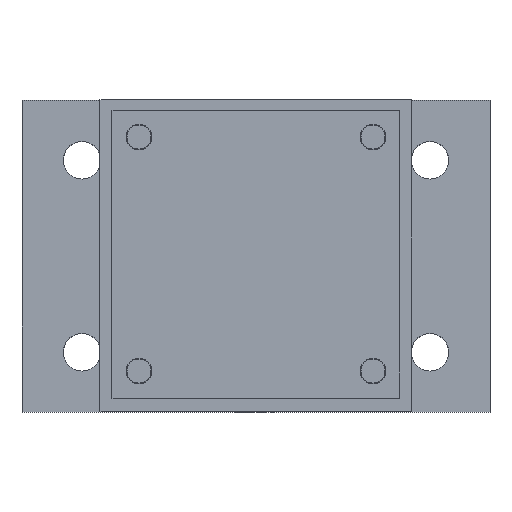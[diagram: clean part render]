
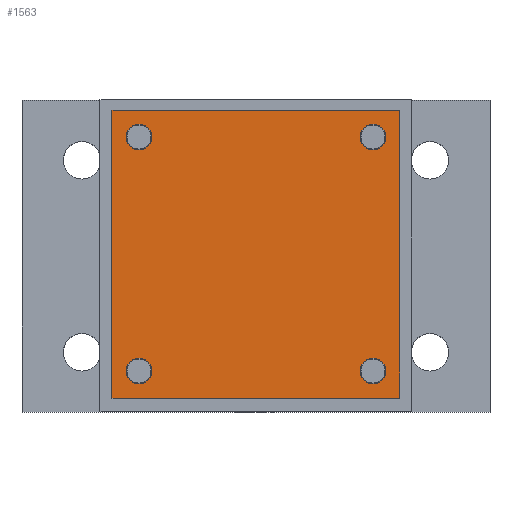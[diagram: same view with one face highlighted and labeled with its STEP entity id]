
A CAD part, top view. The second image highlights one B-rep face of the part: STEP entity #1563.
In plain terms, the highlighted planar face has unit normal (0, 0, 1).
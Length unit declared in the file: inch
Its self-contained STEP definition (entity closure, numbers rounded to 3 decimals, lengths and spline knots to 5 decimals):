
#25 = CARTESIAN_POINT ( 'NONE',  ( 14.14536, 11.81945, 30.081 ) ) ;
#53 = DIRECTION ( 'NONE',  ( 0., 1., 0. ) ) ;
#103 = FACE_BOUND ( 'NONE', #2646, .T. ) ;
#255 = EDGE_CURVE ( 'NONE', #2349, #5378, #8101, .T. ) ;
#356 = EDGE_LOOP ( 'NONE', ( #961, #1114 ) ) ;
#361 = ORIENTED_EDGE ( 'NONE', *, *, #5260, .T. ) ;
#581 = CARTESIAN_POINT ( 'NONE',  ( 14.70786, 6.38195, 30.081 ) ) ;
#615 = AXIS2_PLACEMENT_3D ( 'NONE', #2479, #5359, #8227 ) ;
#625 = CARTESIAN_POINT ( 'NONE',  ( 14.70786, 11.25695, 30.081 ) ) ;
#651 = CIRCLE ( 'NONE', #9071, 0.26775 ) ;
#668 = DIRECTION ( 'NONE',  ( -1., 0., 0. ) ) ;
#669 = EDGE_CURVE ( 'NONE', #2934, #1629, #2531, .T. ) ;
#778 = EDGE_CURVE ( 'NONE', #7166, #1345, #8742, .T. ) ;
#961 = ORIENTED_EDGE ( 'NONE', *, *, #6713, .T. ) ;
#1009 = DIRECTION ( 'NONE',  ( -1., 0., 0. ) ) ;
#1114 = ORIENTED_EDGE ( 'NONE', *, *, #4112, .T. ) ;
#1283 = DIRECTION ( 'NONE',  ( 0., 0., -1. ) ) ;
#1345 = VERTEX_POINT ( 'NONE', #7722 ) ;
#1406 = VERTEX_POINT ( 'NONE', #7867 ) ;
#1487 = CARTESIAN_POINT ( 'NONE',  ( 14.97561, 6.38195, 30.081 ) ) ;
#1524 = CARTESIAN_POINT ( 'NONE',  ( 19.58286, 11.25695, 30.081 ) ) ;
#1563 = ADVANCED_FACE ( 'NONE', ( #6438, #7147, #103, #2806, #5785 ), #8655, .F. ) ;
#1570 = DIRECTION ( 'NONE',  ( 0., 0., -1. ) ) ;
#1629 = VERTEX_POINT ( 'NONE', #1487 ) ;
#1637 = VERTEX_POINT ( 'NONE', #2048 ) ;
#1687 = ORIENTED_EDGE ( 'NONE', *, *, #3150, .T. ) ;
#1810 = CIRCLE ( 'NONE', #615, 0.26775 ) ;
#2048 = CARTESIAN_POINT ( 'NONE',  ( 14.97561, 11.25695, 30.081 ) ) ;
#2069 = VERTEX_POINT ( 'NONE', #6530 ) ;
#2140 = DIRECTION ( 'NONE',  ( -1., 0., 0. ) ) ;
#2197 = DIRECTION ( 'NONE',  ( 0., 0., -1. ) ) ;
#2252 = DIRECTION ( 'NONE',  ( 0., -1., 0. ) ) ;
#2349 = VERTEX_POINT ( 'NONE', #4643 ) ;
#2378 = VECTOR ( 'NONE', #4560, 39.37008 ) ;
#2479 = CARTESIAN_POINT ( 'NONE',  ( 14.70786, 11.25695, 30.081 ) ) ;
#2489 = ORIENTED_EDGE ( 'NONE', *, *, #778, .T. ) ;
#2531 = CIRCLE ( 'NONE', #2832, 0.26775 ) ;
#2573 = AXIS2_PLACEMENT_3D ( 'NONE', #3578, #5692, #7156 ) ;
#2646 = EDGE_LOOP ( 'NONE', ( #4518, #4515 ) ) ;
#2671 = CARTESIAN_POINT ( 'NONE',  ( 14.44011, 11.25695, 30.081 ) ) ;
#2754 = CIRCLE ( 'NONE', #4119, 0.26775 ) ;
#2806 = FACE_BOUND ( 'NONE', #9076, .T. ) ;
#2832 = AXIS2_PLACEMENT_3D ( 'NONE', #581, #6340, #4940 ) ;
#2934 = VERTEX_POINT ( 'NONE', #4752 ) ;
#3150 = EDGE_CURVE ( 'NONE', #1345, #2349, #7233, .T. ) ;
#3177 = AXIS2_PLACEMENT_3D ( 'NONE', #625, #1283, #4175 ) ;
#3481 = AXIS2_PLACEMENT_3D ( 'NONE', #1524, #1570, #2140 ) ;
#3569 = DIRECTION ( 'NONE',  ( 1., 0., 0. ) ) ;
#3578 = CARTESIAN_POINT ( 'NONE',  ( 19.58286, 11.25695, 30.081 ) ) ;
#4021 = ORIENTED_EDGE ( 'NONE', *, *, #8767, .T. ) ;
#4112 = EDGE_CURVE ( 'NONE', #1406, #8527, #8015, .T. ) ;
#4119 = AXIS2_PLACEMENT_3D ( 'NONE', #6149, #9017, #1009 ) ;
#4175 = DIRECTION ( 'NONE',  ( -1., 0., 0. ) ) ;
#4321 = DIRECTION ( 'NONE',  ( -1., 0., 0. ) ) ;
#4515 = ORIENTED_EDGE ( 'NONE', *, *, #6136, .T. ) ;
#4518 = ORIENTED_EDGE ( 'NONE', *, *, #669, .T. ) ;
#4560 = DIRECTION ( 'NONE',  ( 1., 0., 0. ) ) ;
#4643 = CARTESIAN_POINT ( 'NONE',  ( 20.14536, 11.81945, 30.081 ) ) ;
#4752 = CARTESIAN_POINT ( 'NONE',  ( 14.44011, 6.38195, 30.081 ) ) ;
#4880 = CARTESIAN_POINT ( 'NONE',  ( 19.58286, 6.38195, 30.081 ) ) ;
#4940 = DIRECTION ( 'NONE',  ( -1., 0., 0. ) ) ;
#5244 = ORIENTED_EDGE ( 'NONE', *, *, #7557, .T. ) ;
#5260 = EDGE_CURVE ( 'NONE', #1637, #8506, #7389, .T. ) ;
#5280 = DIRECTION ( 'NONE',  ( -1., 0., 0. ) ) ;
#5290 = CARTESIAN_POINT ( 'NONE',  ( 19.58286, 6.38195, 30.081 ) ) ;
#5359 = DIRECTION ( 'NONE',  ( 0., 0., -1. ) ) ;
#5378 = VERTEX_POINT ( 'NONE', #7899 ) ;
#5692 = DIRECTION ( 'NONE',  ( 0., 0., -1. ) ) ;
#5745 = ORIENTED_EDGE ( 'NONE', *, *, #7441, .T. ) ;
#5785 = FACE_BOUND ( 'NONE', #356, .T. ) ;
#5804 = CARTESIAN_POINT ( 'NONE',  ( 14.14536, 5.81945, 30.081 ) ) ;
#5982 = CARTESIAN_POINT ( 'NONE',  ( 20.14536, 11.81945, 30.081 ) ) ;
#6007 = CARTESIAN_POINT ( 'NONE',  ( 14.14536, 5.81945, 30.081 ) ) ;
#6011 = ORIENTED_EDGE ( 'NONE', *, *, #7749, .T. ) ;
#6136 = EDGE_CURVE ( 'NONE', #1629, #2934, #2754, .T. ) ;
#6149 = CARTESIAN_POINT ( 'NONE',  ( 14.70786, 6.38195, 30.081 ) ) ;
#6301 = CARTESIAN_POINT ( 'NONE',  ( 19.31511, 6.38195, 30.081 ) ) ;
#6340 = DIRECTION ( 'NONE',  ( 0., 0., -1. ) ) ;
#6438 = FACE_OUTER_BOUND ( 'NONE', #7828, .T. ) ;
#6496 = CIRCLE ( 'NONE', #2573, 0.26775 ) ;
#6498 = LINE ( 'NONE', #25, #7225 ) ;
#6530 = CARTESIAN_POINT ( 'NONE',  ( 19.31511, 11.25695, 30.081 ) ) ;
#6532 = CARTESIAN_POINT ( 'NONE',  ( 20.14536, 5.81945, 30.081 ) ) ;
#6697 = DIRECTION ( 'NONE',  ( 0., 0., -1. ) ) ;
#6713 = EDGE_CURVE ( 'NONE', #8527, #1406, #651, .T. ) ;
#6799 = CARTESIAN_POINT ( 'NONE',  ( 19.85061, 11.25695, 30.081 ) ) ;
#7043 = VECTOR ( 'NONE', #5280, 39.37008 ) ;
#7147 = FACE_BOUND ( 'NONE', #8525, .T. ) ;
#7156 = DIRECTION ( 'NONE',  ( -1., 0., 0. ) ) ;
#7166 = VERTEX_POINT ( 'NONE', #5804 ) ;
#7225 = VECTOR ( 'NONE', #2252, 39.37008 ) ;
#7233 = LINE ( 'NONE', #6532, #8232 ) ;
#7293 = CARTESIAN_POINT ( 'NONE',  ( 17.14536, 8.81945, 30.081 ) ) ;
#7389 = CIRCLE ( 'NONE', #3177, 0.26775 ) ;
#7398 = AXIS2_PLACEMENT_3D ( 'NONE', #5290, #6697, #4321 ) ;
#7441 = EDGE_CURVE ( 'NONE', #2069, #8012, #6496, .T. ) ;
#7542 = CIRCLE ( 'NONE', #3481, 0.26775 ) ;
#7557 = EDGE_CURVE ( 'NONE', #8506, #1637, #1810, .T. ) ;
#7647 = DIRECTION ( 'NONE',  ( 0., 0., -1. ) ) ;
#7722 = CARTESIAN_POINT ( 'NONE',  ( 20.14536, 5.81945, 30.081 ) ) ;
#7749 = EDGE_CURVE ( 'NONE', #8012, #2069, #7542, .T. ) ;
#7828 = EDGE_LOOP ( 'NONE', ( #2489, #1687, #9027, #4021 ) ) ;
#7867 = CARTESIAN_POINT ( 'NONE',  ( 19.85061, 6.38195, 30.081 ) ) ;
#7899 = CARTESIAN_POINT ( 'NONE',  ( 14.14536, 11.81945, 30.081 ) ) ;
#8012 = VERTEX_POINT ( 'NONE', #6799 ) ;
#8015 = CIRCLE ( 'NONE', #7398, 0.26775 ) ;
#8101 = LINE ( 'NONE', #5982, #7043 ) ;
#8227 = DIRECTION ( 'NONE',  ( -1., 0., 0. ) ) ;
#8232 = VECTOR ( 'NONE', #53, 39.37008 ) ;
#8506 = VERTEX_POINT ( 'NONE', #2671 ) ;
#8525 = EDGE_LOOP ( 'NONE', ( #5745, #6011 ) ) ;
#8527 = VERTEX_POINT ( 'NONE', #6301 ) ;
#8655 = PLANE ( 'NONE',  #8819 ) ;
#8742 = LINE ( 'NONE', #6007, #2378 ) ;
#8767 = EDGE_CURVE ( 'NONE', #5378, #7166, #6498, .T. ) ;
#8819 = AXIS2_PLACEMENT_3D ( 'NONE', #7293, #2197, #3569 ) ;
#9017 = DIRECTION ( 'NONE',  ( 0., 0., -1. ) ) ;
#9027 = ORIENTED_EDGE ( 'NONE', *, *, #255, .T. ) ;
#9071 = AXIS2_PLACEMENT_3D ( 'NONE', #4880, #7647, #668 ) ;
#9076 = EDGE_LOOP ( 'NONE', ( #5244, #361 ) ) ;
